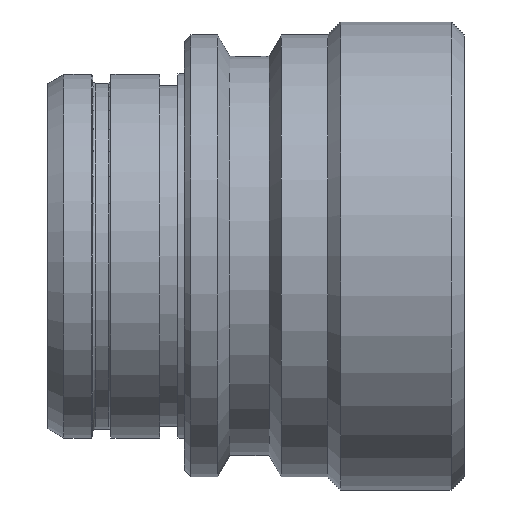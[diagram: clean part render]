
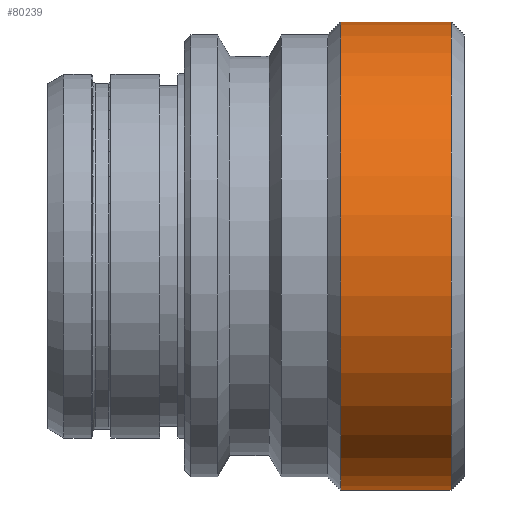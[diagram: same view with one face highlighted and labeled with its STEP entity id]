
A CAD part, top view. The second image highlights one B-rep face of the part: STEP entity #80239.
In plain terms, the highlighted cylindrical face has radius 18 mm (diameter 36 mm), a partial arc.
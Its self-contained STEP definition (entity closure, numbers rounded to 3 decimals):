
#3801=CARTESIAN_POINT('',(31.,0.,0.));
#3802=DIRECTION('',(1.,0.,0.));
#3803=DIRECTION('',(0.,1.,0.));
#3804=AXIS2_PLACEMENT_3D('',#3801,#3802,#3803);
#3806=DIRECTION('',(-1.,0.,0.));
#3807=VECTOR('',#3806,8.5);
#3808=CARTESIAN_POINT('',(31.,18.,0.));
#3809=LINE('5574',#3808,#3807);
#3810=DIRECTION('',(-1.,0.,0.));
#3811=VECTOR('',#3810,8.5);
#3812=CARTESIAN_POINT('',(31.,-18.,0.));
#3813=LINE('5584',#3812,#3811);
#3832=CARTESIAN_POINT('',(22.5,0.,0.));
#3833=DIRECTION('',(1.,0.,0.));
#3834=DIRECTION('',(0.,1.,0.));
#3835=AXIS2_PLACEMENT_3D('',#3832,#3833,#3834);
#59107=CARTESIAN_POINT('',(31.,18.,0.));
#59109=VERTEX_POINT('',#59107);
#59110=CARTESIAN_POINT('',(22.5,18.,0.));
#59111=VERTEX_POINT('',#59110);
#59135=CARTESIAN_POINT('',(31.,-18.,0.));
#59137=VERTEX_POINT('',#59135);
#59138=CARTESIAN_POINT('',(22.5,-18.,0.));
#59139=VERTEX_POINT('',#59138);
#80225=CARTESIAN_POINT('',(-1.6,0.,0.));
#80226=DIRECTION('',(1.,0.,0.));
#80227=DIRECTION('',(0.,-1.,0.));
#80228=AXIS2_PLACEMENT_3D('',#80225,#80226,#80227);
#80229=CYLINDRICAL_SURFACE('247',#80228,18.);
#80231=ORIENTED_EDGE('5574',*,*,#80230,.F.);
#80232=ORIENTED_EDGE('5595',*,*,#80213,.T.);
#80234=ORIENTED_EDGE('5584',*,*,#80233,.T.);
#80236=ORIENTED_EDGE('5596',*,*,#80235,.F.);
#80237=EDGE_LOOP('247',(#80231,#80232,#80234,#80236));
#80238=FACE_OUTER_BOUND('247',#80237,.F.);
#3805=CIRCLE('5595',#3804,18.);
#3836=CIRCLE('5596',#3835,18.);
#80213=EDGE_CURVE('5595',#59109,#59137,#3805,.T.);
#80230=EDGE_CURVE('5574',#59109,#59111,#3809,.T.);
#80233=EDGE_CURVE('5584',#59137,#59139,#3813,.T.);
#80235=EDGE_CURVE('5596',#59111,#59139,#3836,.T.);
#80239=ADVANCED_FACE('247',(#80238),#80229,.T.);
